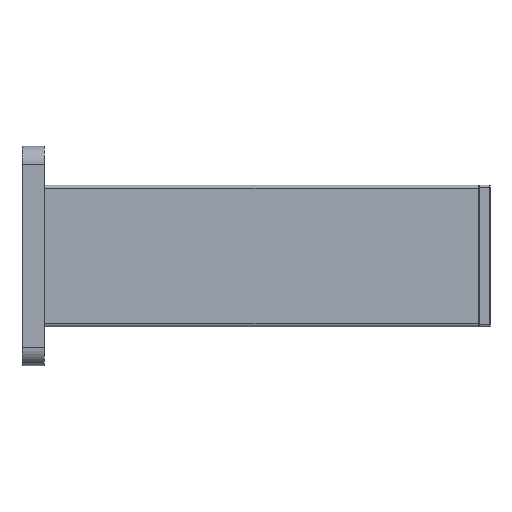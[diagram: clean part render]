
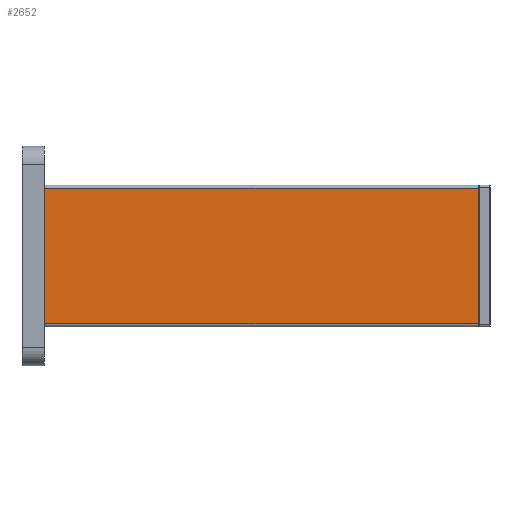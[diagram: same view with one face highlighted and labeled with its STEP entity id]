
A CAD part, front view. The second image highlights one B-rep face of the part: STEP entity #2652.
In plain terms, the highlighted planar face has unit normal (0, 1, 0).
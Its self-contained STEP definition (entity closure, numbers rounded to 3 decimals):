
#28 = DIRECTION ( 'NONE',  ( -1., 0., 0. ) ) ;
#34 = LINE ( 'NONE', #791, #2961 ) ;
#47 = CARTESIAN_POINT ( 'NONE',  ( -198., -15.875, 30.353 ) ) ;
#181 = VERTEX_POINT ( 'NONE', #1888 ) ;
#254 = VERTEX_POINT ( 'NONE', #1492 ) ;
#365 = CARTESIAN_POINT ( 'NONE',  ( -198., -15.875, 30.353 ) ) ;
#571 = CARTESIAN_POINT ( 'NONE',  ( -198., -15.875, 30.353 ) ) ;
#747 = CARTESIAN_POINT ( 'NONE',  ( -0.2, -15.875, -30.353 ) ) ;
#751 = CARTESIAN_POINT ( 'NONE',  ( -198., -15.875, 30.353 ) ) ;
#785 = DIRECTION ( 'NONE',  ( 0., 1., 0. ) ) ;
#791 = CARTESIAN_POINT ( 'NONE',  ( -0.2, -15.875, 30.353 ) ) ;
#1191 = ORIENTED_EDGE ( 'NONE', *, *, #2672, .T. ) ;
#1202 = VERTEX_POINT ( 'NONE', #747 ) ;
#1251 = LINE ( 'NONE', #1481, #2451 ) ;
#1481 = CARTESIAN_POINT ( 'NONE',  ( -198., -15.875, -30.353 ) ) ;
#1492 = CARTESIAN_POINT ( 'NONE',  ( -0.2, -15.875, 30.353 ) ) ;
#1500 = EDGE_CURVE ( 'NONE', #1202, #181, #1251, .T. ) ;
#1571 = DIRECTION ( 'NONE',  ( 0., 0., -1. ) ) ;
#1622 = EDGE_CURVE ( 'NONE', #2903, #254, #1816, .T. ) ;
#1689 = EDGE_LOOP ( 'NONE', ( #2576, #3268, #1191, #1870 ) ) ;
#1713 = FACE_OUTER_BOUND ( 'NONE', #1689, .T. ) ;
#1728 = PLANE ( 'NONE',  #1885 ) ;
#1747 = DIRECTION ( 'NONE',  ( 0., 0., 1. ) ) ;
#1816 = LINE ( 'NONE', #365, #2127 ) ;
#1870 = ORIENTED_EDGE ( 'NONE', *, *, #1622, .T. ) ;
#1885 = AXIS2_PLACEMENT_3D ( 'NONE', #47, #785, #2762 ) ;
#1888 = CARTESIAN_POINT ( 'NONE',  ( -198., -15.875, -30.353 ) ) ;
#2106 = DIRECTION ( 'NONE',  ( 1., 0., 0. ) ) ;
#2127 = VECTOR ( 'NONE', #2106, 1000. ) ;
#2451 = VECTOR ( 'NONE', #28, 1000. ) ;
#2576 = ORIENTED_EDGE ( 'NONE', *, *, #2890, .T. ) ;
#2652 = ADVANCED_FACE ( 'NONE', ( #1713 ), #1728, .T. ) ;
#2672 = EDGE_CURVE ( 'NONE', #181, #2903, #3040, .T. ) ;
#2762 = DIRECTION ( 'NONE',  ( -1., 0., 0. ) ) ;
#2890 = EDGE_CURVE ( 'NONE', #254, #1202, #34, .T. ) ;
#2903 = VERTEX_POINT ( 'NONE', #571 ) ;
#2961 = VECTOR ( 'NONE', #1571, 1000. ) ;
#3040 = LINE ( 'NONE', #751, #3206 ) ;
#3206 = VECTOR ( 'NONE', #1747, 1000. ) ;
#3268 = ORIENTED_EDGE ( 'NONE', *, *, #1500, .T. ) ;
